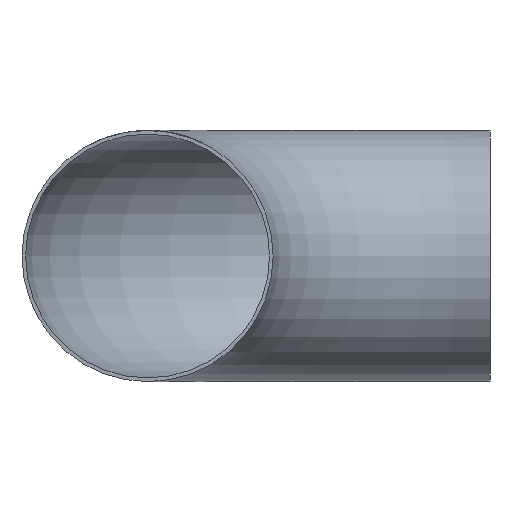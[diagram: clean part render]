
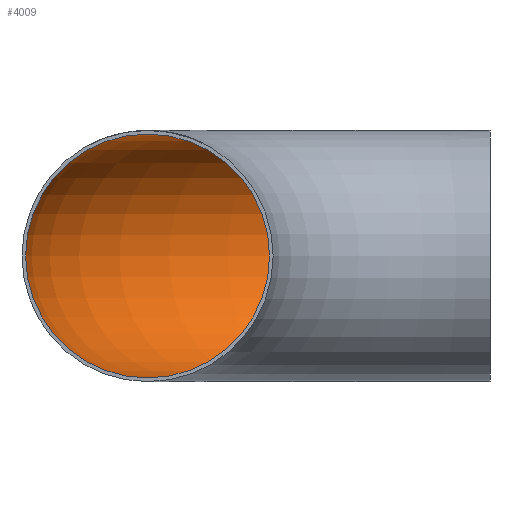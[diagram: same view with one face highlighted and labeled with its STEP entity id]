
A CAD part, front view. The second image highlights one B-rep face of the part: STEP entity #4009.
In plain terms, the highlighted toroidal (fillet/blend) face has major radius 190.5 mm and minor radius 67.85 mm.
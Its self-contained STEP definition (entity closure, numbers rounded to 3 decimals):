
#68 = DIRECTION ( 'NONE',  ( 1., 0., 0. ) ) ;
#489 = EDGE_LOOP ( 'NONE', ( #7656 ) ) ;
#875 = DIRECTION ( 'NONE',  ( -1., 0., 0. ) ) ;
#1264 = EDGE_LOOP ( 'NONE', ( #1651 ) ) ;
#1651 = ORIENTED_EDGE ( 'NONE', *, *, #7947, .F. ) ;
#1790 = CIRCLE ( 'NONE', #3199, 67.85 ) ;
#1796 = DIRECTION ( 'NONE',  ( 0., 1., 0. ) ) ;
#2124 = DIRECTION ( 'NONE',  ( 0., 1., 0. ) ) ;
#3030 = DIRECTION ( 'NONE',  ( 0., 0., 1. ) ) ;
#3199 = AXIS2_PLACEMENT_3D ( 'NONE', #3818, #68, #2124 ) ;
#3511 = EDGE_CURVE ( 'NONE', #6313, #6313, #1790, .T. ) ;
#3818 = CARTESIAN_POINT ( 'NONE',  ( 0., 190.5, 0. ) ) ;
#3826 = CARTESIAN_POINT ( 'NONE',  ( 0., 258.35, 0. ) ) ;
#4009 = ADVANCED_FACE ( 'NONE', ( #7692, #7504 ), #7887, .F. ) ;
#4629 = DIRECTION ( 'NONE',  ( 0., 0., -1. ) ) ;
#5086 = AXIS2_PLACEMENT_3D ( 'NONE', #7412, #1796, #3030 ) ;
#5188 = CARTESIAN_POINT ( 'NONE',  ( -190.5, 0., 67.85 ) ) ;
#6313 = VERTEX_POINT ( 'NONE', #3826 ) ;
#6319 = CIRCLE ( 'NONE', #5086, 67.85 ) ;
#6889 = AXIS2_PLACEMENT_3D ( 'NONE', #7775, #4629, #875 ) ;
#7412 = CARTESIAN_POINT ( 'NONE',  ( -190.5, 0., 0. ) ) ;
#7504 = FACE_OUTER_BOUND ( 'NONE', #1264, .T. ) ;
#7656 = ORIENTED_EDGE ( 'NONE', *, *, #3511, .T. ) ;
#7692 = FACE_OUTER_BOUND ( 'NONE', #489, .T. ) ;
#7775 = CARTESIAN_POINT ( 'NONE',  ( 0., 0., 0. ) ) ;
#7887 = TOROIDAL_SURFACE ( 'NONE', #6889, 190.5, 67.85 ) ;
#7947 = EDGE_CURVE ( 'NONE', #8022, #8022, #6319, .T. ) ;
#8022 = VERTEX_POINT ( 'NONE', #5188 ) ;
